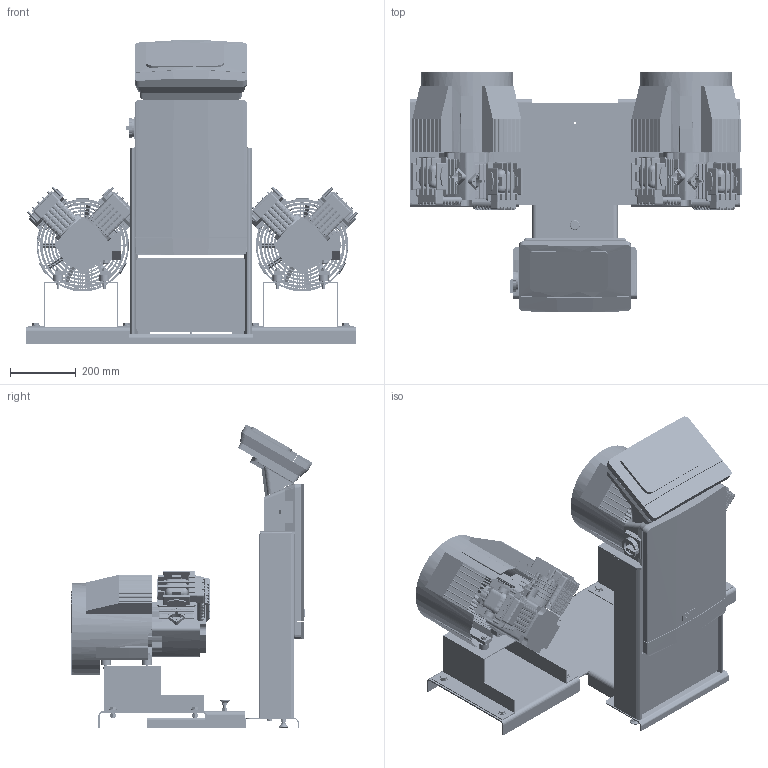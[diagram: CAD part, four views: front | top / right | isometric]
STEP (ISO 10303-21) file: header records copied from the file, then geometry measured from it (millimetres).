
FILE_DESCRIPTION((''),'2;1');
FILE_NAME('3d_ReflexomatRS300_2-8884100.stp','2014-02-28T07:21:03',(''),(''),'Mechanical Desktop 2011','Mechanical Desktop 2011',', , ');
FILE_SCHEMA(('CONFIG_CONTROL_DESIGN'));
Length unit declared in the file: millimetre
Products named in the file (1): Product
Bounding box: 1006.88 x 731.21 x 919.9 mm (x, y, z)
Volume: 46874763.9 mm3; surface area: 6766997 mm2
Topology: 111 solids, 139 shells, 9333 faces, 25181 edges, 16429 vertices
Faces by surface type: plane 4541, cylinder 3186, bspline 1228, sphere 192, cone 94, torus 92
Entity records: 306071 total; most frequent: CARTESIAN_POINT 66799, ORIENTED_EDGE 50286, DIRECTION 49283, EDGE_CURVE 25143, VECTOR 16485, LINE 16485, VERTEX_POINT 16422, AXIS2_PLACEMENT_3D 16399
